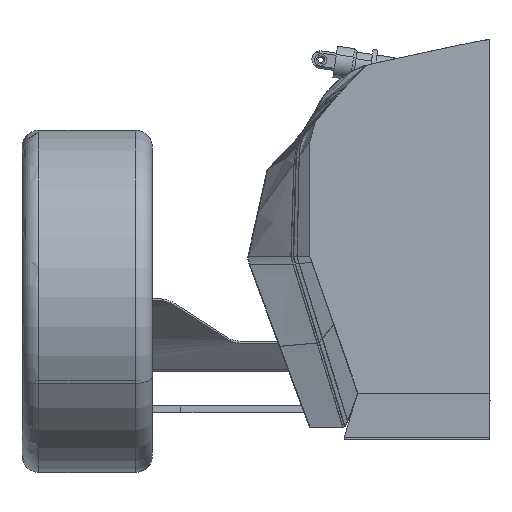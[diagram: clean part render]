
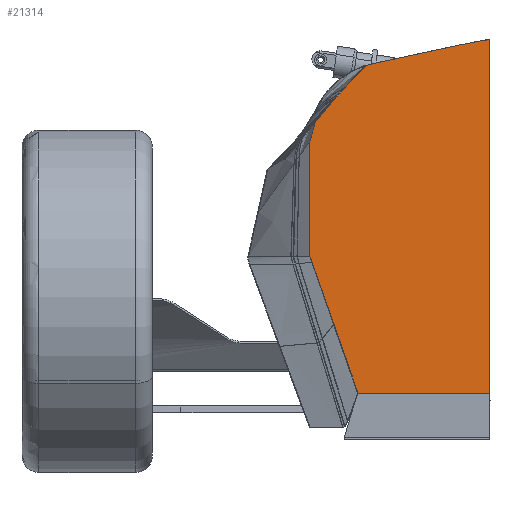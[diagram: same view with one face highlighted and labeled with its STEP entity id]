
A CAD part, left-side view. The second image highlights one B-rep face of the part: STEP entity #21314.
In plain terms, the highlighted planar face has unit normal (-1, 0, 0).
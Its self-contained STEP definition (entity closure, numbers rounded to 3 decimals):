
#20618=CARTESIAN_POINT('Vertex',(0.,0.,20.762)) ;
#20623=CARTESIAN_POINT('Line Origine',(0.,0.,-248.269)) ;
#20627=CARTESIAN_POINT('Vertex',(0.,0.,-517.3)) ;
#21192=CARTESIAN_POINT('Control Point',(0.,3.163,20.464)) ;
#21193=CARTESIAN_POINT('Control Point',(0.,2.1,20.601)) ;
#21194=CARTESIAN_POINT('Control Point',(0.,1.044,20.699)) ;
#21195=CARTESIAN_POINT('Control Point',(0.,0.,20.762)) ;
#21196=CARTESIAN_POINT('Vertex',(0.,3.163,20.464)) ;
#21228=CARTESIAN_POINT('Axis2P3D Location',(0.,0.,0.)) ;
#21234=CARTESIAN_POINT('Control Point',(0.,25.162,16.699)) ;
#21235=CARTESIAN_POINT('Control Point',(0.,20.796,17.632)) ;
#21236=CARTESIAN_POINT('Control Point',(0.,16.411,18.475)) ;
#21237=CARTESIAN_POINT('Control Point',(0.,12.006,19.229)) ;
#21238=CARTESIAN_POINT('Control Point',(0.,7.591,19.892)) ;
#21239=CARTESIAN_POINT('Control Point',(0.,3.163,20.464)) ;
#21240=CARTESIAN_POINT('Vertex',(0.,25.162,16.699)) ;
#21243=CARTESIAN_POINT('Line Origine',(0.,100.291,0.641)) ;
#21247=CARTESIAN_POINT('Vertex',(0.,175.42,-15.417)) ;
#21251=CARTESIAN_POINT('Control Point',(0.,269.04,-125.823)) ;
#21252=CARTESIAN_POINT('Control Point',(0.,268.521,-114.635)) ;
#21253=CARTESIAN_POINT('Control Point',(0.,266.68,-103.508)) ;
#21254=CARTESIAN_POINT('Control Point',(0.,263.527,-92.651)) ;
#21255=CARTESIAN_POINT('Control Point',(0.,254.716,-71.887)) ;
#21256=CARTESIAN_POINT('Control Point',(0.,241.31,-53.748)) ;
#21257=CARTESIAN_POINT('Control Point',(0.,233.561,-45.515)) ;
#21258=CARTESIAN_POINT('Control Point',(0.,218.163,-32.624)) ;
#21259=CARTESIAN_POINT('Control Point',(0.,200.468,-23.244)) ;
#21260=CARTESIAN_POINT('Control Point',(0.,192.352,-19.86)) ;
#21261=CARTESIAN_POINT('Control Point',(0.,183.97,-17.244)) ;
#21262=CARTESIAN_POINT('Control Point',(0.,175.42,-15.417)) ;
#21263=CARTESIAN_POINT('Vertex',(0.,269.04,-125.823)) ;
#21266=CARTESIAN_POINT('Line Origine',(0.,269.04,-210.751)) ;
#21270=CARTESIAN_POINT('Vertex',(0.,269.04,-295.678)) ;
#21274=CARTESIAN_POINT('Control Point',(0.,266.849,-308.523)) ;
#21275=CARTESIAN_POINT('Control Point',(0.,267.717,-306.052)) ;
#21276=CARTESIAN_POINT('Control Point',(0.,268.376,-303.509)) ;
#21277=CARTESIAN_POINT('Control Point',(0.,268.819,-300.915)) ;
#21278=CARTESIAN_POINT('Control Point',(0.,269.04,-298.297)) ;
#21279=CARTESIAN_POINT('Control Point',(0.,269.04,-295.678)) ;
#21280=CARTESIAN_POINT('Vertex',(0.,266.849,-308.523)) ;
#21283=CARTESIAN_POINT('Line Origine',(0.,232.179,-407.201)) ;
#21287=CARTESIAN_POINT('Vertex',(0.,197.508,-505.879)) ;
#21290=CARTESIAN_POINT('Line Origine',(0.,195.501,-511.589)) ;
#21294=CARTESIAN_POINT('Vertex',(0.,193.495,-517.3)) ;
#21297=CARTESIAN_POINT('Line Origine',(0.,96.747,-517.3)) ;
#20624=DIRECTION('Vector Direction',(0.,0.,1.)) ;
#21229=DIRECTION('Axis2P3D Direction',(1.,0.,0.)) ;
#21230=DIRECTION('Axis2P3D XDirection',(0.,1.,0.)) ;
#21244=DIRECTION('Vector Direction',(0.,0.978,-0.209)) ;
#21267=DIRECTION('Vector Direction',(0.,0.,-1.)) ;
#21284=DIRECTION('Vector Direction',(0.,-0.331,-0.943)) ;
#21291=DIRECTION('Vector Direction',(0.,-0.331,-0.943)) ;
#21298=DIRECTION('Vector Direction',(0.,-1.,0.)) ;
#21231=AXIS2_PLACEMENT_3D('Plane Axis2P3D',#21228,#21229,#21230) ;
#21303=ORIENTED_EDGE('',*,*,#21198,.F.) ;
#21304=ORIENTED_EDGE('',*,*,#21242,.F.) ;
#21305=ORIENTED_EDGE('',*,*,#21249,.F.) ;
#21306=ORIENTED_EDGE('',*,*,#21265,.F.) ;
#21307=ORIENTED_EDGE('',*,*,#21272,.F.) ;
#21308=ORIENTED_EDGE('',*,*,#21282,.F.) ;
#21309=ORIENTED_EDGE('',*,*,#21289,.F.) ;
#21310=ORIENTED_EDGE('',*,*,#21296,.F.) ;
#21311=ORIENTED_EDGE('',*,*,#21301,.F.) ;
#21312=ORIENTED_EDGE('',*,*,#20629,.F.) ;
#20625=VECTOR('Line Direction',#20624,1.) ;
#21245=VECTOR('Line Direction',#21244,1.) ;
#21268=VECTOR('Line Direction',#21267,1.) ;
#21285=VECTOR('Line Direction',#21284,1.) ;
#21292=VECTOR('Line Direction',#21291,1.) ;
#21299=VECTOR('Line Direction',#21298,1.) ;
#21314=ADVANCED_FACE('',(#21313),#21232,.F.) ;
#21191=B_SPLINE_CURVE_WITH_KNOTS('',3,(#21192,#21193,#21194,#21195),.UNSPECIFIED.,.F.,.U.,(4,4),(0.,4.577),.UNSPECIFIED.) ;
#21233=B_SPLINE_CURVE_WITH_KNOTS('',5,(#21234,#21235,#21236,#21237,#21238,#21239),.UNSPECIFIED.,.F.,.U.,(6,6),(0.,31.567),.UNSPECIFIED.) ;
#21250=B_SPLINE_CURVE_WITH_KNOTS('',5,(#21251,#21252,#21253,#21254,#21255,#21256,#21257,#21258,#21259,#21260,#21261,#21262),.UNSPECIFIED.,.F.,.U.,(6,3,3,6),(0.,79.196,158.391,220.214),.UNSPECIFIED.) ;
#21273=B_SPLINE_CURVE_WITH_KNOTS('',5,(#21274,#21275,#21276,#21277,#21278,#21279),.UNSPECIFIED.,.F.,.U.,(6,6),(0.,18.515),.UNSPECIFIED.) ;
#20629=EDGE_CURVE('',#20619,#20628,#20626,.F.) ;
#21198=EDGE_CURVE('',#21197,#20619,#21191,.T.) ;
#21242=EDGE_CURVE('',#21241,#21197,#21233,.T.) ;
#21249=EDGE_CURVE('',#21248,#21241,#21246,.F.) ;
#21265=EDGE_CURVE('',#21264,#21248,#21250,.T.) ;
#21272=EDGE_CURVE('',#21271,#21264,#21269,.F.) ;
#21282=EDGE_CURVE('',#21281,#21271,#21273,.T.) ;
#21289=EDGE_CURVE('',#21288,#21281,#21286,.F.) ;
#21296=EDGE_CURVE('',#21295,#21288,#21293,.F.) ;
#21301=EDGE_CURVE('',#20628,#21295,#21300,.F.) ;
#21302=EDGE_LOOP('',(#21303,#21304,#21305,#21306,#21307,#21308,#21309,#21310,#21311,#21312)) ;
#21313=FACE_OUTER_BOUND('',#21302,.T.) ;
#20626=LINE('Line',#20623,#20625) ;
#21246=LINE('Line',#21243,#21245) ;
#21269=LINE('Line',#21266,#21268) ;
#21286=LINE('Line',#21283,#21285) ;
#21293=LINE('Line',#21290,#21292) ;
#21300=LINE('Line',#21297,#21299) ;
#21232=PLANE('Plane',#21231) ;
#20619=VERTEX_POINT('',#20618) ;
#20628=VERTEX_POINT('',#20627) ;
#21197=VERTEX_POINT('',#21196) ;
#21241=VERTEX_POINT('',#21240) ;
#21248=VERTEX_POINT('',#21247) ;
#21264=VERTEX_POINT('',#21263) ;
#21271=VERTEX_POINT('',#21270) ;
#21281=VERTEX_POINT('',#21280) ;
#21288=VERTEX_POINT('',#21287) ;
#21295=VERTEX_POINT('',#21294) ;
